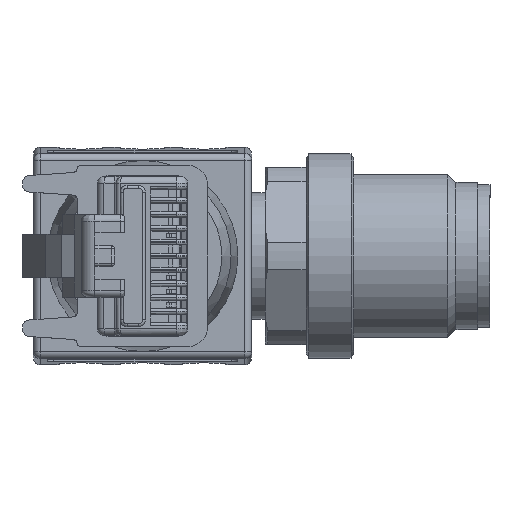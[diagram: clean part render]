
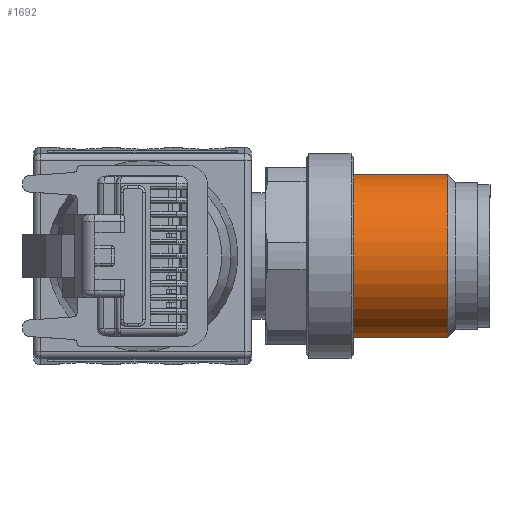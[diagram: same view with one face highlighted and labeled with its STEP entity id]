
A CAD part, left-side view. The second image highlights one B-rep face of the part: STEP entity #1692.
In plain terms, the highlighted cylindrical face has radius 6 mm (diameter 12 mm), a full revolution.
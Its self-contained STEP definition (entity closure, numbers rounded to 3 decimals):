
#1692=ADVANCED_FACE('',(#5755,#5756),#2596,.T.);
#2596=CYLINDRICAL_SURFACE('',#15932,6.);
#5755=FACE_BOUND('',#5841,.T.);
#5756=FACE_BOUND('',#5842,.T.);
#5841=EDGE_LOOP('',(#6808));
#5842=EDGE_LOOP('',(#6809));
#6808=ORIENTED_EDGE('',*,*,#12876,.F.);
#6809=ORIENTED_EDGE('',*,*,#12877,.T.);
#11422=VERTEX_POINT('',#22167);
#11423=VERTEX_POINT('',#22170);
#12876=EDGE_CURVE('',#11422,#11422,#15180,.T.);
#12877=EDGE_CURVE('',#11423,#11423,#15181,.T.);
#15180=CIRCLE('',#15929,6.);
#15181=CIRCLE('',#15931,6.);
#15929=AXIS2_PLACEMENT_3D('',#22166,#17551,#17552);
#15931=AXIS2_PLACEMENT_3D('',#22169,#17555,#17556);
#15932=AXIS2_PLACEMENT_3D('',#22171,#17557,#17558);
#17551=DIRECTION('',(0.,-1.,0.));
#17552=DIRECTION('',(0.5,0.,-0.866));
#17555=DIRECTION('',(0.,-1.,0.));
#17556=DIRECTION('',(0.866,0.,-0.5));
#17557=DIRECTION('',(0.,-1.,0.));
#17558=DIRECTION('',(0.5,0.,-0.866));
#22166=CARTESIAN_POINT('',(177.101,-22.4,0.));
#22167=CARTESIAN_POINT('',(180.101,-22.4,-5.196));
#22169=CARTESIAN_POINT('',(177.101,-15.5,0.));
#22170=CARTESIAN_POINT('',(182.297,-15.5,-3.));
#22171=CARTESIAN_POINT('',(177.101,-24.5,0.));
